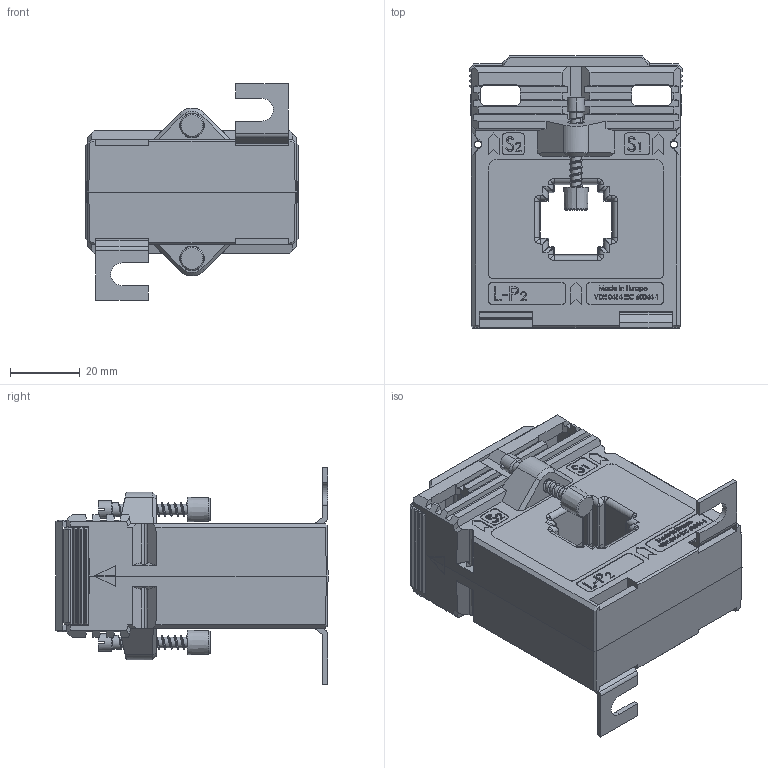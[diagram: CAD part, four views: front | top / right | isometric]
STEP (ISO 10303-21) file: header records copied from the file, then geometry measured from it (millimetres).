
FILE_DESCRIPTION (( 'STEP AP214' ), '1' );
FILE_NAME ('ASK21_3_kpl.STEP', '2011-11-02T09:09:45', ( ' ' ), ( '' ), 'SwSTEP 2.0', 'SolidWorks 2010', '' );
FILE_SCHEMA (( 'AUTOMOTIVE_DESIGN' ));
Length unit declared in the file: millimetre
Products named in the file (10): Plombierplatte_C; Linsenschraube DIN 7985 4.8 VZ M 5 x 10; MBS_WN-003_04_Klemme_WN-003_02; ASK21_3_11_Gehäuseoberteil; ASK21_3_kpl; Verschlussklappe_28mm; Fusswinkel_1,5; ASK21_3_11; Isolierschutzkappe; Plastite_Schraube_30_mit-Gewinde
Assembly tree (17 placements, depth 2):
  ASK21_3_kpl
    ASK21_3_11_Gehäuseoberteil
    ASK21_3_11
    Linsenschraube DIN 7985 4.8 VZ M 5 x 10  x4
    MBS_WN-003_04_Klemme_WN-003_02  x2
    Fusswinkel_1,5  x2
    Isolierschutzkappe  x2
    Plastite_Schraube_30_mit-Gewinde  x2
    Verschlussklappe_28mm  x2
    Plombierplatte_C
Bounding box: 61 x 77.8 x 62 mm (x, y, z)
Volume: 122837.7 mm3; surface area: 45213.3 mm2
Topology: 17 solids, 17 shells, 2058 faces, 5374 edges, 3454 vertices
Faces by surface type: plane 1346, bspline 368, cylinder 250, cone 70, sphere 16, torus 8
Entity records: 75228 total; most frequent: CARTESIAN_POINT 33539, ORIENTED_EDGE 9408, DIRECTION 6969, EDGE_CURVE 4704, VECTOR 3487, LINE 3487, VERTEX_POINT 3064, EDGE_LOOP 1924
